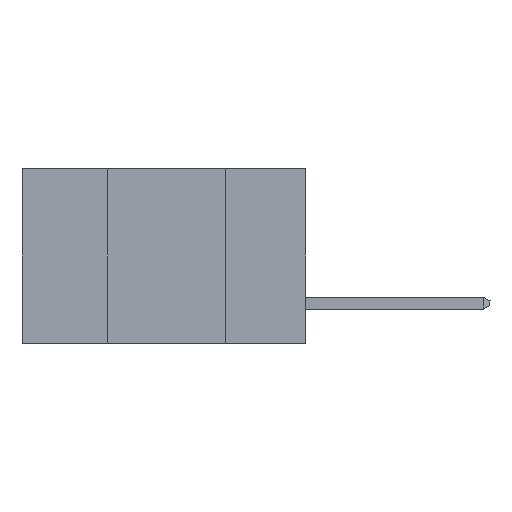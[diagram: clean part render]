
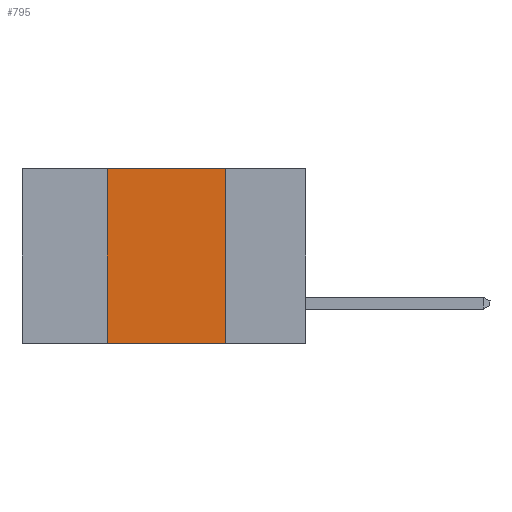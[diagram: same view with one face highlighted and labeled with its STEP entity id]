
A CAD part, left-side view. The second image highlights one B-rep face of the part: STEP entity #795.
In plain terms, the highlighted planar face has unit normal (-1, 0, 0).
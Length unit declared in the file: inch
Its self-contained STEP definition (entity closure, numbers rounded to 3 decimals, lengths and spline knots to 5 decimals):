
#300 = AXIS2_PLACEMENT_3D ( 'NONE', #11559, #22135, #19961 ) ;
#795 = ADVANCED_FACE ( 'NONE', ( #5897 ), #4480, .F. ) ;
#802 = DIRECTION ( 'NONE',  ( 0., -1., 0. ) ) ;
#901 = ORIENTED_EDGE ( 'NONE', *, *, #14026, .F. ) ;
#1153 = CARTESIAN_POINT ( 'NONE',  ( 0., 0.6, 0. ) ) ;
#1617 = VECTOR ( 'NONE', #16975, 39.37008 ) ;
#2484 = CARTESIAN_POINT ( 'NONE',  ( 0., 0.17, -0.37 ) ) ;
#2989 = ORIENTED_EDGE ( 'NONE', *, *, #18694, .F. ) ;
#4326 = VECTOR ( 'NONE', #802, 39.37008 ) ;
#4458 = CARTESIAN_POINT ( 'NONE',  ( 0., 0.42, -0.37 ) ) ;
#4480 = PLANE ( 'NONE',  #300 ) ;
#4729 = ORIENTED_EDGE ( 'NONE', *, *, #18335, .T. ) ;
#5897 = FACE_OUTER_BOUND ( 'NONE', #11912, .T. ) ;
#6262 = LINE ( 'NONE', #1153, #4326 ) ;
#7166 = CARTESIAN_POINT ( 'NONE',  ( 0., 0.42, -0.37 ) ) ;
#7949 = DIRECTION ( 'NONE',  ( 0., 0., 1. ) ) ;
#8975 = CARTESIAN_POINT ( 'NONE',  ( 0., 0.42, 0. ) ) ;
#9337 = DIRECTION ( 'NONE',  ( 0., -1., 0. ) ) ;
#9791 = CARTESIAN_POINT ( 'NONE',  ( 0., 0.17, -0.37 ) ) ;
#11559 = CARTESIAN_POINT ( 'NONE',  ( 0., 0.6, 0. ) ) ;
#11688 = CARTESIAN_POINT ( 'NONE',  ( 0., 0.17, 0. ) ) ;
#11912 = EDGE_LOOP ( 'NONE', ( #901, #2989, #19950, #4729 ) ) ;
#12347 = EDGE_CURVE ( 'NONE', #13376, #21852, #22005, .T. ) ;
#13376 = VERTEX_POINT ( 'NONE', #7166 ) ;
#14026 = EDGE_CURVE ( 'NONE', #21287, #17826, #20473, .T. ) ;
#14529 = LINE ( 'NONE', #21975, #18078 ) ;
#16975 = DIRECTION ( 'NONE',  ( 0., 0., -1. ) ) ;
#17826 = VERTEX_POINT ( 'NONE', #2484 ) ;
#18078 = VECTOR ( 'NONE', #9337, 39.37008 ) ;
#18335 = EDGE_CURVE ( 'NONE', #13376, #17826, #14529, .T. ) ;
#18694 = EDGE_CURVE ( 'NONE', #21852, #21287, #6262, .T. ) ;
#19950 = ORIENTED_EDGE ( 'NONE', *, *, #12347, .F. ) ;
#19961 = DIRECTION ( 'NONE',  ( 0., 0., -1. ) ) ;
#20164 = VECTOR ( 'NONE', #7949, 39.37008 ) ;
#20473 = LINE ( 'NONE', #9791, #1617 ) ;
#21287 = VERTEX_POINT ( 'NONE', #11688 ) ;
#21852 = VERTEX_POINT ( 'NONE', #8975 ) ;
#21975 = CARTESIAN_POINT ( 'NONE',  ( 0., 0.6, -0.37 ) ) ;
#22005 = LINE ( 'NONE', #4458, #20164 ) ;
#22135 = DIRECTION ( 'NONE',  ( 1., 0., 0. ) ) ;
